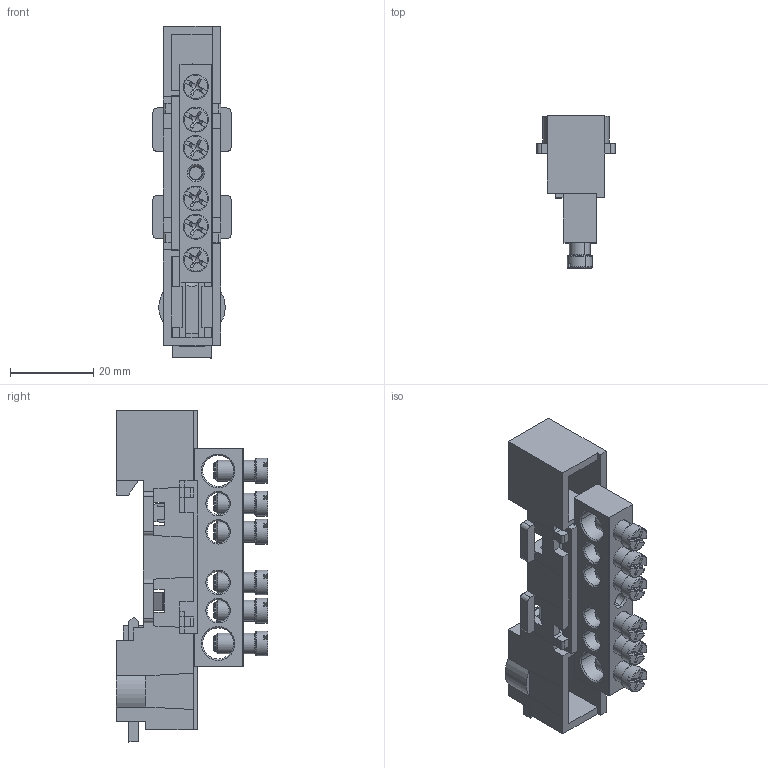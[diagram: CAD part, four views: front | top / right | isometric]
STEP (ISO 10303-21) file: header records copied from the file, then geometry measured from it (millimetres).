
FILE_DESCRIPTION (( 'STEP AP214' ), '1' );
FILE_NAME ('KSN-8 8õ12-06.STEP', '2023-11-22T08:26:41', ( '' ), ( '' ), 'SwSTEP 2.0', 'SolidWorks 2022', '' );
FILE_SCHEMA (( 'AUTOMOTIVE_DESIGN' ));
Length unit declared in the file: millimetre
Products named in the file (8): защелка UH_каталог; UHBT-4-8x12.06.01; UHBT-4-8x12.06.00; Подставка универсалM1_Каталог_2016_100А; SHBT-01 02 8х12; KSN-8 8х12-06; Винт М4х8; Винт М5х10_20140212
Assembly tree (12 placements, depth 3):
  KSN-8 8х12-06
    Подставка универсалM1_Каталог_2016_100А
    защелка UH_каталог
    SHBT-01 02 8х12
    Винт М4х8
    UHBT-4-8x12.06.00
      UHBT-4-8x12.06.01
      Винт М5х10_20140212  x6
Bounding box: 18.8 x 36.6 x 80 mm (x, y, z)
Volume: 13659 mm3; surface area: 15379.3 mm2
Topology: 11 solids, 11 shells, 742 faces, 2070 edges, 1327 vertices
Faces by surface type: plane 453, cylinder 126, cone 103, torus 58, bspline 2
Entity records: 16939 total; most frequent: CARTESIAN_POINT 3489, ORIENTED_EDGE 2796, DIRECTION 2555, EDGE_CURVE 1398, LINE 1019, VECTOR 1019, VERTEX_POINT 902, AXIS2_PLACEMENT_3D 768
